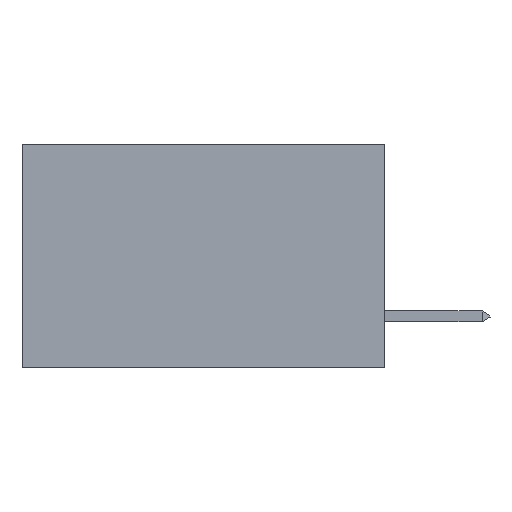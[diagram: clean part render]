
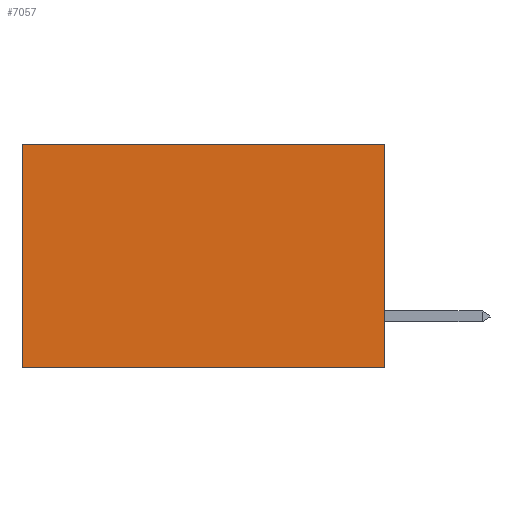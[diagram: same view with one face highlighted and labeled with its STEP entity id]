
A CAD part, left-side view. The second image highlights one B-rep face of the part: STEP entity #7057.
In plain terms, the highlighted planar face has unit normal (-1, 0, 0).
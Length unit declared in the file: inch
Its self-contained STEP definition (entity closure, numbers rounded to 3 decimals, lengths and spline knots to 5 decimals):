
#1994 = EDGE_LOOP ( 'NONE', ( #43443, #28430, #37201, #17649 ) ) ;
#2134 = VECTOR ( 'NONE', #23539, 39.37008 ) ;
#3272 = VERTEX_POINT ( 'NONE', #14606 ) ;
#3424 = EDGE_CURVE ( 'NONE', #32252, #6576, #16929, .T. ) ;
#3759 = LINE ( 'NONE', #16603, #2134 ) ;
#4960 = FACE_OUTER_BOUND ( 'NONE', #1994, .T. ) ;
#6576 = VERTEX_POINT ( 'NONE', #19113 ) ;
#7057 = ADVANCED_FACE ( 'NONE', ( #4960 ), #18638, .F. ) ;
#8484 = DIRECTION ( 'NONE',  ( 0., 0., -1. ) ) ;
#8740 = CARTESIAN_POINT ( 'NONE',  ( 0.2875, 0.6, -0.37 ) ) ;
#11591 = AXIS2_PLACEMENT_3D ( 'NONE', #40301, #36435, #8484 ) ;
#11687 = LINE ( 'NONE', #20480, #16634 ) ;
#13791 = CARTESIAN_POINT ( 'NONE',  ( 0.2875, 0., 0. ) ) ;
#13998 = VECTOR ( 'NONE', #39549, 39.37008 ) ;
#14606 = CARTESIAN_POINT ( 'NONE',  ( 0.2875, 0., -0.37 ) ) ;
#16603 = CARTESIAN_POINT ( 'NONE',  ( 0.2875, 0., 0. ) ) ;
#16634 = VECTOR ( 'NONE', #29706, 39.37008 ) ;
#16929 = LINE ( 'NONE', #23784, #36736 ) ;
#17649 = ORIENTED_EDGE ( 'NONE', *, *, #3424, .T. ) ;
#18638 = PLANE ( 'NONE',  #11591 ) ;
#19113 = CARTESIAN_POINT ( 'NONE',  ( 0.2875, 0.6, 0. ) ) ;
#19757 = EDGE_CURVE ( 'NONE', #3272, #25383, #40984, .T. ) ;
#20480 = CARTESIAN_POINT ( 'NONE',  ( 0.2875, 0.6, 0. ) ) ;
#23539 = DIRECTION ( 'NONE',  ( 0., 0., -1. ) ) ;
#23636 = DIRECTION ( 'NONE',  ( 0., 1., 0. ) ) ;
#23784 = CARTESIAN_POINT ( 'NONE',  ( 0.2875, 0., 0. ) ) ;
#25383 = VERTEX_POINT ( 'NONE', #8740 ) ;
#28430 = ORIENTED_EDGE ( 'NONE', *, *, #19757, .F. ) ;
#28776 = CARTESIAN_POINT ( 'NONE',  ( 0.2875, 0., -0.37 ) ) ;
#29706 = DIRECTION ( 'NONE',  ( 0., 0., -1. ) ) ;
#32252 = VERTEX_POINT ( 'NONE', #13791 ) ;
#36435 = DIRECTION ( 'NONE',  ( 1., 0., 0. ) ) ;
#36736 = VECTOR ( 'NONE', #23636, 39.37008 ) ;
#37201 = ORIENTED_EDGE ( 'NONE', *, *, #39596, .F. ) ;
#37561 = EDGE_CURVE ( 'NONE', #6576, #25383, #11687, .T. ) ;
#39549 = DIRECTION ( 'NONE',  ( 0., 1., 0. ) ) ;
#39596 = EDGE_CURVE ( 'NONE', #32252, #3272, #3759, .T. ) ;
#40301 = CARTESIAN_POINT ( 'NONE',  ( 0.2875, 0., 0. ) ) ;
#40984 = LINE ( 'NONE', #28776, #13998 ) ;
#43443 = ORIENTED_EDGE ( 'NONE', *, *, #37561, .T. ) ;
